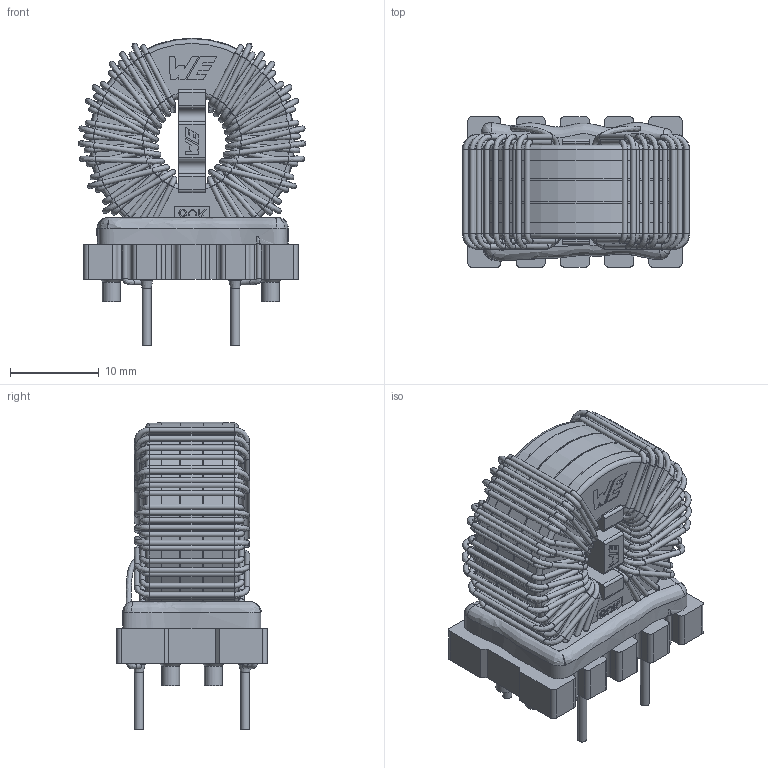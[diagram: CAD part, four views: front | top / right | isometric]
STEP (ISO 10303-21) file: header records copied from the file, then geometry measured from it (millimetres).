
FILE_DESCRIPTION(/* description */ ('Unknown'),/* implementation_level */ '2;1');
FILE_NAME(/* name */ '7448040435',/* time_stamp */ '2023-12-05T12:30:07+01:00',/* author */ ('Unknown'),/* organization */ ('Unknown'),/* preprocessor_version */ 'ST-DEVELOPER v16.7',/* originating_system */ 'Solid Edge',/* authorisation */ 'Unknown');
FILE_SCHEMA (('AUTOMOTIVE_DESIGN {1 0 10303 214 3 1 1}'));
Products named in the file (12): 7448040435; Case; CASE-A; CORE; CASE-B; PRT0001; SPACER; Base; Tape; Turns; Glue; Solderpoint
Assembly tree (11 placements, depth 3):
  7448040435
    Case
      CASE-A
      CORE
      CASE-B
      PRT0001
    SPACER
    Base
    Tape
    Turns
    Glue
    Solderpoint
Bounding box: 25.69 x 17 x 34.76 mm (x, y, z)
Volume: 6365.4 mm3; surface area: 13378.4 mm2
Topology: 18 solids, 18 shells, 1029 faces, 2453 edges, 1480 vertices
Faces by surface type: plane 385, cylinder 324, bspline 173, torus 113, cone 34
Full cylindrical faces by diameter (mm): 0.6 x231, 1 x4, 2 x4, 10.1 x1, 11.9 x2, 12.5 x1, 20 x1, 20.6 x2, 23.2 x2, 23.28 x1
Entity records: 61369 total; most frequent: CARTESIAN_POINT 39123, DIRECTION 4272, ORIENTED_EDGE 3710, EDGE_CURVE 1855, AXIS2_PLACEMENT_3D 1637, EDGE_LOOP 1628, FACE_BOUND 1628, VERTEX_POINT 1421
